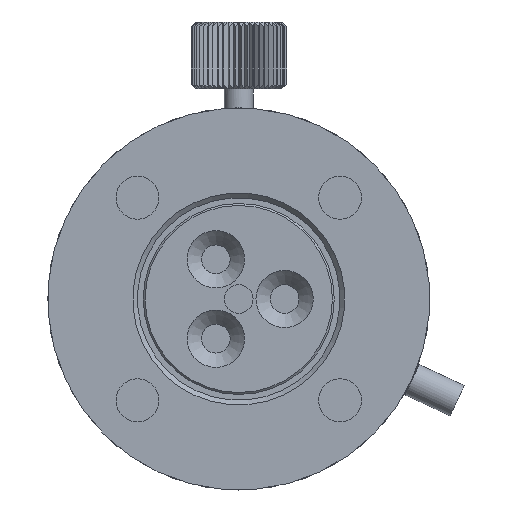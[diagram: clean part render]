
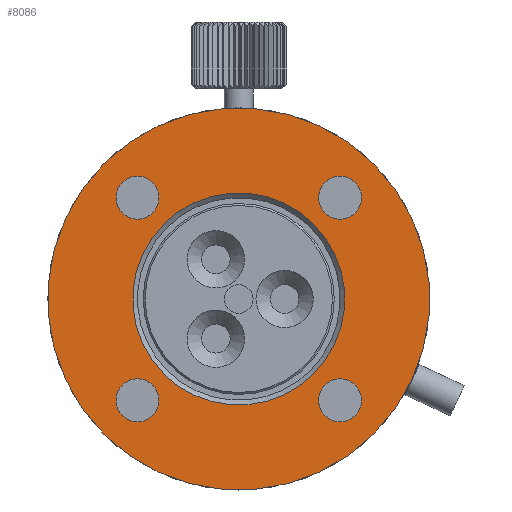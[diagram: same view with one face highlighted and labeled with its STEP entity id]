
A CAD part, front view. The second image highlights one B-rep face of the part: STEP entity #8086.
In plain terms, the highlighted planar face has unit normal (0, -1, 0).
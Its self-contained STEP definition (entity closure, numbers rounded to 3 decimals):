
#74 = ORIENTED_EDGE ( 'NONE', *, *, #5630, .T. ) ;
#209 = EDGE_CURVE ( 'NONE', #4372, #4372, #4907, .T. ) ;
#237 = DIRECTION ( 'NONE',  ( -0.707, 0., -0.707 ) ) ;
#259 = AXIS2_PLACEMENT_3D ( 'NONE', #5667, #7825, #1379 ) ;
#487 = EDGE_LOOP ( 'NONE', ( #7614 ) ) ;
#534 = DIRECTION ( 'NONE',  ( 0., 1., 0. ) ) ;
#564 = CARTESIAN_POINT ( 'NONE',  ( 0., 0., 0. ) ) ;
#597 = EDGE_LOOP ( 'NONE', ( #74 ) ) ;
#1010 = FACE_OUTER_BOUND ( 'NONE', #8124, .T. ) ;
#1026 = CARTESIAN_POINT ( 'NONE',  ( 10.607, 0., -10.607 ) ) ;
#1166 = ORIENTED_EDGE ( 'NONE', *, *, #1734, .T. ) ;
#1379 = DIRECTION ( 'NONE',  ( -0.707, 0., -0.707 ) ) ;
#1408 = VERTEX_POINT ( 'NONE', #5177 ) ;
#1734 = EDGE_CURVE ( 'NONE', #8197, #8197, #8692, .T. ) ;
#1768 = FACE_BOUND ( 'NONE', #4192, .T. ) ;
#1957 = FACE_BOUND ( 'NONE', #487, .T. ) ;
#2050 = FACE_BOUND ( 'NONE', #597, .T. ) ;
#2076 = DIRECTION ( 'NONE',  ( 0.707, 0., 0.707 ) ) ;
#2204 = EDGE_CURVE ( 'NONE', #3954, #3954, #7789, .T. ) ;
#2407 = AXIS2_PLACEMENT_3D ( 'NONE', #564, #3462, #2076 ) ;
#2412 = CARTESIAN_POINT ( 'NONE',  ( 10.607, 0., 10.607 ) ) ;
#2474 = FACE_BOUND ( 'NONE', #8828, .T. ) ;
#2635 = AXIS2_PLACEMENT_3D ( 'NONE', #1026, #3067, #6632 ) ;
#3027 = DIRECTION ( 'NONE',  ( -0.707, 0., -0.707 ) ) ;
#3067 = DIRECTION ( 'NONE',  ( 0., 1., 0. ) ) ;
#3350 = AXIS2_PLACEMENT_3D ( 'NONE', #2412, #3940, #8333 ) ;
#3462 = DIRECTION ( 'NONE',  ( 0., 1., 0. ) ) ;
#3500 = CARTESIAN_POINT ( 'NONE',  ( -10.607, 0., -10.607 ) ) ;
#3515 = VERTEX_POINT ( 'NONE', #4135 ) ;
#3940 = DIRECTION ( 'NONE',  ( 0., 1., 0. ) ) ;
#3954 = VERTEX_POINT ( 'NONE', #8966 ) ;
#4047 = EDGE_LOOP ( 'NONE', ( #8418 ) ) ;
#4135 = CARTESIAN_POINT ( 'NONE',  ( 14.142, 0., 14.142 ) ) ;
#4176 = VERTEX_POINT ( 'NONE', #8388 ) ;
#4192 = EDGE_LOOP ( 'NONE', ( #5717 ) ) ;
#4372 = VERTEX_POINT ( 'NONE', #7258 ) ;
#4546 = CIRCLE ( 'NONE', #9384, 2.25 ) ;
#4560 = CARTESIAN_POINT ( 'NONE',  ( -10.607, 0., 10.607 ) ) ;
#4907 = CIRCLE ( 'NONE', #7465, 11.1 ) ;
#5022 = CIRCLE ( 'NONE', #3350, 2.25 ) ;
#5083 = AXIS2_PLACEMENT_3D ( 'NONE', #4560, #8772, #237 ) ;
#5177 = CARTESIAN_POINT ( 'NONE',  ( 9.016, 0., 9.016 ) ) ;
#5218 = CARTESIAN_POINT ( 'NONE',  ( 0., 0., 0. ) ) ;
#5242 = EDGE_CURVE ( 'NONE', #3515, #3515, #9379, .T. ) ;
#5553 = ORIENTED_EDGE ( 'NONE', *, *, #5242, .F. ) ;
#5630 = EDGE_CURVE ( 'NONE', #4176, #4176, #4546, .T. ) ;
#5667 = CARTESIAN_POINT ( 'NONE',  ( -14.142, 0., 14.142 ) ) ;
#5717 = ORIENTED_EDGE ( 'NONE', *, *, #6192, .T. ) ;
#6192 = EDGE_CURVE ( 'NONE', #1408, #1408, #5022, .T. ) ;
#6632 = DIRECTION ( 'NONE',  ( -0.707, 0., -0.707 ) ) ;
#7044 = DIRECTION ( 'NONE',  ( -0.707, 0., -0.707 ) ) ;
#7258 = CARTESIAN_POINT ( 'NONE',  ( -7.849, 0., -7.849 ) ) ;
#7465 = AXIS2_PLACEMENT_3D ( 'NONE', #5218, #534, #3027 ) ;
#7614 = ORIENTED_EDGE ( 'NONE', *, *, #209, .T. ) ;
#7789 = CIRCLE ( 'NONE', #5083, 2.25 ) ;
#7825 = DIRECTION ( 'NONE',  ( 0., -1., 0. ) ) ;
#7871 = FACE_BOUND ( 'NONE', #4047, .T. ) ;
#8086 = ADVANCED_FACE ( 'NONE', ( #1010, #2474, #1768, #2050, #7871, #1957 ), #9305, .T. ) ;
#8124 = EDGE_LOOP ( 'NONE', ( #5553 ) ) ;
#8197 = VERTEX_POINT ( 'NONE', #9017 ) ;
#8333 = DIRECTION ( 'NONE',  ( -0.707, 0., -0.707 ) ) ;
#8388 = CARTESIAN_POINT ( 'NONE',  ( -12.198, 0., -12.198 ) ) ;
#8418 = ORIENTED_EDGE ( 'NONE', *, *, #2204, .T. ) ;
#8464 = DIRECTION ( 'NONE',  ( 0., 1., 0. ) ) ;
#8692 = CIRCLE ( 'NONE', #2635, 2.25 ) ;
#8772 = DIRECTION ( 'NONE',  ( 0., 1., 0. ) ) ;
#8828 = EDGE_LOOP ( 'NONE', ( #1166 ) ) ;
#8966 = CARTESIAN_POINT ( 'NONE',  ( -12.198, 0., 9.016 ) ) ;
#9017 = CARTESIAN_POINT ( 'NONE',  ( 9.016, 0., -12.198 ) ) ;
#9305 = PLANE ( 'NONE',  #259 ) ;
#9379 = CIRCLE ( 'NONE', #2407, 20. ) ;
#9384 = AXIS2_PLACEMENT_3D ( 'NONE', #3500, #8464, #7044 ) ;
